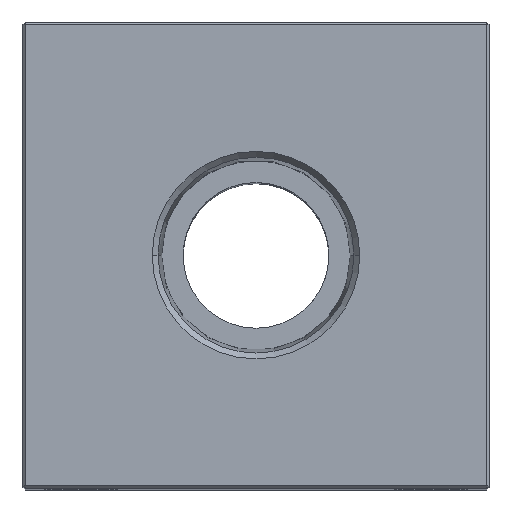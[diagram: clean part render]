
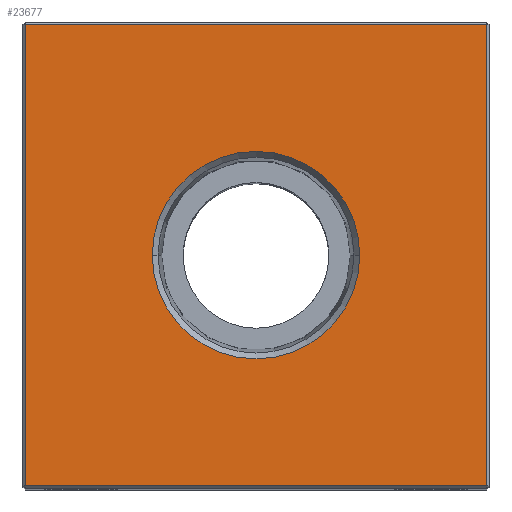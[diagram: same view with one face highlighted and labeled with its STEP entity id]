
A CAD part, top view. The second image highlights one B-rep face of the part: STEP entity #23677.
In plain terms, the highlighted planar face has unit normal (0, 0, 1).
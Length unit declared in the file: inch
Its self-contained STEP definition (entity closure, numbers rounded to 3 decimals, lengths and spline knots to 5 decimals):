
#1186 = LINE ( 'NONE', #6649, #23833 ) ;
#1302 = VERTEX_POINT ( 'NONE', #20461 ) ;
#1931 = DIRECTION ( 'NONE',  ( 1., 0., 0. ) ) ;
#1955 = CARTESIAN_POINT ( 'NONE',  ( 0., -0.99, 4.25 ) ) ;
#2258 = EDGE_CURVE ( 'NONE', #18797, #1302, #24340, .T. ) ;
#2978 = ORIENTED_EDGE ( 'NONE', *, *, #22410, .T. ) ;
#3357 = ORIENTED_EDGE ( 'NONE', *, *, #2258, .T. ) ;
#3527 = VERTEX_POINT ( 'NONE', #18851 ) ;
#4859 = EDGE_CURVE ( 'NONE', #10928, #20828, #7212, .T. ) ;
#6447 = ORIENTED_EDGE ( 'NONE', *, *, #16890, .T. ) ;
#6550 = CARTESIAN_POINT ( 'NONE',  ( 0., 0.99, 4.25 ) ) ;
#6649 = CARTESIAN_POINT ( 'NONE',  ( 0.99, 0., 4.25 ) ) ;
#7212 = CIRCLE ( 'NONE', #10606, 0.44487 ) ;
#7328 = ORIENTED_EDGE ( 'NONE', *, *, #13435, .T. ) ;
#8677 = LINE ( 'NONE', #6550, #25997 ) ;
#8711 = CARTESIAN_POINT ( 'NONE',  ( -0.44487, 0., 4.25 ) ) ;
#9293 = DIRECTION ( 'NONE',  ( 0., 1., 0. ) ) ;
#9449 = FACE_OUTER_BOUND ( 'NONE', #18402, .T. ) ;
#10606 = AXIS2_PLACEMENT_3D ( 'NONE', #21418, #21282, #1931 ) ;
#10928 = VERTEX_POINT ( 'NONE', #8711 ) ;
#11829 = FACE_BOUND ( 'NONE', #14664, .T. ) ;
#13313 = EDGE_CURVE ( 'NONE', #20828, #10928, #13646, .T. ) ;
#13425 = CARTESIAN_POINT ( 'NONE',  ( 0.44487, 0., 4.25 ) ) ;
#13435 = EDGE_CURVE ( 'NONE', #18464, #18797, #8677, .T. ) ;
#13646 = CIRCLE ( 'NONE', #22578, 0.44487 ) ;
#13825 = DIRECTION ( 'NONE',  ( 0., 0., -1. ) ) ;
#14664 = EDGE_LOOP ( 'NONE', ( #15849, #25683 ) ) ;
#15562 = CARTESIAN_POINT ( 'NONE',  ( 0., 0., 4.25 ) ) ;
#15849 = ORIENTED_EDGE ( 'NONE', *, *, #13313, .F. ) ;
#15971 = CARTESIAN_POINT ( 'NONE',  ( 0.99, 0.99, 4.25 ) ) ;
#16890 = EDGE_CURVE ( 'NONE', #1302, #3527, #21934, .T. ) ;
#17854 = DIRECTION ( 'NONE',  ( 0., 0., 1. ) ) ;
#17958 = PLANE ( 'NONE',  #25579 ) ;
#18402 = EDGE_LOOP ( 'NONE', ( #3357, #6447, #2978, #7328 ) ) ;
#18464 = VERTEX_POINT ( 'NONE', #15971 ) ;
#18795 = DIRECTION ( 'NONE',  ( -1., 0., 0. ) ) ;
#18797 = VERTEX_POINT ( 'NONE', #23542 ) ;
#18851 = CARTESIAN_POINT ( 'NONE',  ( 0.99, -0.99, 4.25 ) ) ;
#20268 = VECTOR ( 'NONE', #22345, 39.37008 ) ;
#20348 = CARTESIAN_POINT ( 'NONE',  ( -0.99, 0., 4.25 ) ) ;
#20461 = CARTESIAN_POINT ( 'NONE',  ( -0.99, -0.99, 4.25 ) ) ;
#20828 = VERTEX_POINT ( 'NONE', #13425 ) ;
#21282 = DIRECTION ( 'NONE',  ( 0., 0., 1. ) ) ;
#21418 = CARTESIAN_POINT ( 'NONE',  ( 0., 0., 4.25 ) ) ;
#21807 = DIRECTION ( 'NONE',  ( 1., 0., 0. ) ) ;
#21934 = LINE ( 'NONE', #1955, #22018 ) ;
#22018 = VECTOR ( 'NONE', #21807, 39.37008 ) ;
#22345 = DIRECTION ( 'NONE',  ( 0., -1., 0. ) ) ;
#22410 = EDGE_CURVE ( 'NONE', #3527, #18464, #1186, .T. ) ;
#22578 = AXIS2_PLACEMENT_3D ( 'NONE', #26254, #17854, #23983 ) ;
#23542 = CARTESIAN_POINT ( 'NONE',  ( -0.99, 0.99, 4.25 ) ) ;
#23677 = ADVANCED_FACE ( 'NONE', ( #9449, #11829 ), #17958, .F. ) ;
#23833 = VECTOR ( 'NONE', #9293, 39.37008 ) ;
#23955 = DIRECTION ( 'NONE',  ( -1., 0., 0. ) ) ;
#23983 = DIRECTION ( 'NONE',  ( 1., 0., 0. ) ) ;
#24340 = LINE ( 'NONE', #20348, #20268 ) ;
#25579 = AXIS2_PLACEMENT_3D ( 'NONE', #15562, #13825, #23955 ) ;
#25683 = ORIENTED_EDGE ( 'NONE', *, *, #4859, .F. ) ;
#25997 = VECTOR ( 'NONE', #18795, 39.37008 ) ;
#26254 = CARTESIAN_POINT ( 'NONE',  ( 0., 0., 4.25 ) ) ;
